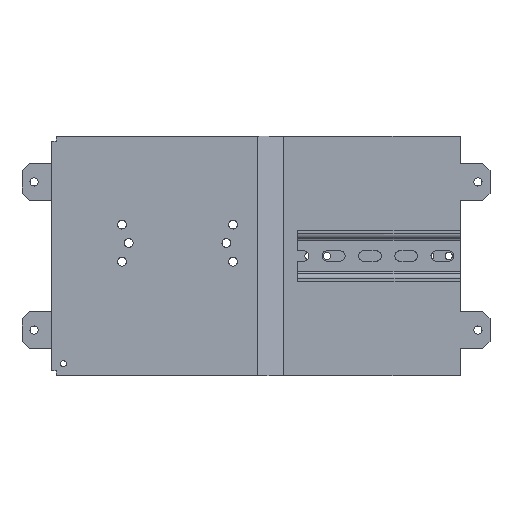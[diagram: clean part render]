
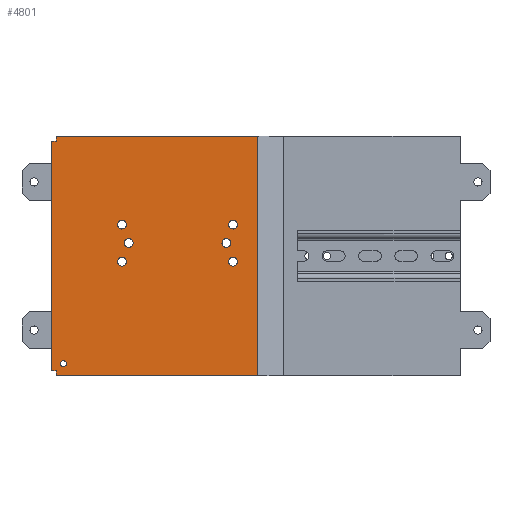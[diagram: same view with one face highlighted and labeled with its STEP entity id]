
A CAD part, top view. The second image highlights one B-rep face of the part: STEP entity #4801.
In plain terms, the highlighted planar face has unit normal (0, 0, 1).
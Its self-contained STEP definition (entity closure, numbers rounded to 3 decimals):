
#2682=CARTESIAN_POINT('',(828.749,273.905,2.));
#2683=DIRECTION('',(0.,0.,-1.));
#2684=DIRECTION('',(-1.,0.,0.));
#2685=AXIS2_PLACEMENT_3D('',#2682,#2683,#2684);
#2690=CARTESIAN_POINT('',(828.749,273.905,2.));
#2691=DIRECTION('',(0.,0.,-1.));
#2692=DIRECTION('',(1.,0.,0.));
#2693=AXIS2_PLACEMENT_3D('',#2690,#2691,#2692);
#2698=CARTESIAN_POINT('',(833.249,286.405,2.));
#2699=DIRECTION('',(0.,0.,-1.));
#2700=DIRECTION('',(-1.,0.,0.));
#2701=AXIS2_PLACEMENT_3D('',#2698,#2699,#2700);
#2706=CARTESIAN_POINT('',(833.249,286.405,2.));
#2707=DIRECTION('',(0.,0.,-1.));
#2708=DIRECTION('',(1.,0.,0.));
#2709=AXIS2_PLACEMENT_3D('',#2706,#2707,#2708);
#2714=CARTESIAN_POINT('',(833.249,261.405,2.));
#2715=DIRECTION('',(0.,0.,-1.));
#2716=DIRECTION('',(-1.,0.,0.));
#2717=AXIS2_PLACEMENT_3D('',#2714,#2715,#2716);
#2722=CARTESIAN_POINT('',(833.249,261.405,2.));
#2723=DIRECTION('',(0.,0.,-1.));
#2724=DIRECTION('',(1.,0.,0.));
#2725=AXIS2_PLACEMENT_3D('',#2722,#2723,#2724);
#2730=CARTESIAN_POINT('',(718.749,192.535,2.));
#2731=DIRECTION('',(0.,0.,-1.));
#2732=DIRECTION('',(-1.,0.,0.));
#2733=AXIS2_PLACEMENT_3D('',#2730,#2731,#2732);
#2738=CARTESIAN_POINT('',(718.749,192.535,2.));
#2739=DIRECTION('',(0.,0.,-1.));
#2740=DIRECTION('',(1.,0.,0.));
#2741=AXIS2_PLACEMENT_3D('',#2738,#2739,#2740);
#2746=CARTESIAN_POINT('',(762.749,273.905,2.));
#2747=DIRECTION('',(0.,0.,-1.));
#2748=DIRECTION('',(-1.,0.,0.));
#2749=AXIS2_PLACEMENT_3D('',#2746,#2747,#2748);
#2754=CARTESIAN_POINT('',(762.749,273.905,2.));
#2755=DIRECTION('',(0.,0.,-1.));
#2756=DIRECTION('',(1.,0.,0.));
#2757=AXIS2_PLACEMENT_3D('',#2754,#2755,#2756);
#2762=CARTESIAN_POINT('',(758.249,261.405,2.));
#2763=DIRECTION('',(0.,0.,-1.));
#2764=DIRECTION('',(-1.,0.,0.));
#2765=AXIS2_PLACEMENT_3D('',#2762,#2763,#2764);
#2770=CARTESIAN_POINT('',(758.249,261.405,2.));
#2771=DIRECTION('',(0.,0.,-1.));
#2772=DIRECTION('',(1.,0.,0.));
#2773=AXIS2_PLACEMENT_3D('',#2770,#2771,#2772);
#2778=CARTESIAN_POINT('',(758.249,286.405,2.));
#2779=DIRECTION('',(0.,0.,-1.));
#2780=DIRECTION('',(-1.,0.,0.));
#2781=AXIS2_PLACEMENT_3D('',#2778,#2779,#2780);
#2786=CARTESIAN_POINT('',(758.249,286.405,2.));
#2787=DIRECTION('',(0.,0.,-1.));
#2788=DIRECTION('',(1.,0.,0.));
#2789=AXIS2_PLACEMENT_3D('',#2786,#2787,#2788);
#2794=DIRECTION('',(1.,0.,0.));
#2795=VECTOR('',#2794,135.973);
#2796=CARTESIAN_POINT('',(713.949,184.535,2.));
#2797=LINE('',#2796,#2795);
#2801=DIRECTION('',(0.,-1.,0.));
#2802=VECTOR('',#2801,3.2);
#2803=CARTESIAN_POINT('',(713.949,187.735,2.));
#2804=LINE('',#2803,#2802);
#2808=DIRECTION('',(1.,0.,0.));
#2809=VECTOR('',#2808,3.2);
#2810=CARTESIAN_POINT('',(710.749,187.735,2.));
#2811=LINE('',#2810,#2809);
#2815=DIRECTION('',(0.,-1.,0.));
#2816=VECTOR('',#2815,155.);
#2817=CARTESIAN_POINT('',(710.749,342.735,2.));
#2818=LINE('',#2817,#2816);
#2822=DIRECTION('',(-1.,0.,0.));
#2823=VECTOR('',#2822,3.2);
#2824=CARTESIAN_POINT('',(713.949,342.735,2.));
#2825=LINE('',#2824,#2823);
#2829=DIRECTION('',(0.,-1.,0.));
#2830=VECTOR('',#2829,3.2);
#2831=CARTESIAN_POINT('',(713.949,345.935,2.));
#2832=LINE('',#2831,#2830);
#2836=DIRECTION('',(-1.,0.,0.));
#2837=VECTOR('',#2836,135.973);
#2838=CARTESIAN_POINT('',(849.922,345.935,2.));
#2839=LINE('',#2838,#2837);
#2843=DIRECTION('',(0.,1.,0.));
#2844=VECTOR('',#2843,161.4);
#2845=CARTESIAN_POINT('',(849.922,184.535,2.));
#2846=LINE('',#2845,#2844);
#4373=CARTESIAN_POINT('',(713.949,187.735,2.));
#4374=CARTESIAN_POINT('',(713.949,184.535,2.));
#4375=VERTEX_POINT('',#4373);
#4376=VERTEX_POINT('',#4374);
#4377=CARTESIAN_POINT('',(710.749,187.735,2.));
#4378=VERTEX_POINT('',#4377);
#4379=CARTESIAN_POINT('',(710.749,342.735,2.));
#4380=VERTEX_POINT('',#4379);
#4381=CARTESIAN_POINT('',(713.949,342.735,2.));
#4382=VERTEX_POINT('',#4381);
#4383=CARTESIAN_POINT('',(713.949,345.935,2.));
#4384=VERTEX_POINT('',#4383);
#4385=CARTESIAN_POINT('',(755.249,286.405,2.));
#4387=VERTEX_POINT('',#4385);
#4389=CARTESIAN_POINT('',(761.249,286.405,2.));
#4390=VERTEX_POINT('',#4389);
#4393=CARTESIAN_POINT('',(755.249,261.405,2.));
#4395=VERTEX_POINT('',#4393);
#4397=CARTESIAN_POINT('',(761.249,261.405,2.));
#4398=VERTEX_POINT('',#4397);
#4401=CARTESIAN_POINT('',(759.749,273.905,2.));
#4403=VERTEX_POINT('',#4401);
#4405=CARTESIAN_POINT('',(765.749,273.905,2.));
#4406=VERTEX_POINT('',#4405);
#4409=CARTESIAN_POINT('',(716.749,192.535,2.));
#4411=VERTEX_POINT('',#4409);
#4413=CARTESIAN_POINT('',(720.749,192.535,2.));
#4414=VERTEX_POINT('',#4413);
#4417=CARTESIAN_POINT('',(830.249,261.405,2.));
#4419=VERTEX_POINT('',#4417);
#4421=CARTESIAN_POINT('',(836.249,261.405,2.));
#4422=VERTEX_POINT('',#4421);
#4425=CARTESIAN_POINT('',(830.249,286.405,2.));
#4427=VERTEX_POINT('',#4425);
#4429=CARTESIAN_POINT('',(836.249,286.405,2.));
#4430=VERTEX_POINT('',#4429);
#4433=CARTESIAN_POINT('',(825.749,273.905,2.));
#4435=VERTEX_POINT('',#4433);
#4437=CARTESIAN_POINT('',(831.749,273.905,2.));
#4438=VERTEX_POINT('',#4437);
#4573=CARTESIAN_POINT('',(849.922,184.535,2.));
#4574=CARTESIAN_POINT('',(849.922,345.935,2.));
#4575=VERTEX_POINT('',#4573);
#4576=VERTEX_POINT('',#4574);
#4738=CARTESIAN_POINT('',(780.369,265.235,2.));
#4739=DIRECTION('',(0.,0.,1.));
#4740=DIRECTION('',(1.,0.,0.));
#4741=AXIS2_PLACEMENT_3D('',#4738,#4739,#4740);
#4742=PLANE('',#4741);
#4743=ORIENTED_EDGE('',*,*,#4704,.F.);
#4745=ORIENTED_EDGE('',*,*,#4744,.F.);
#4747=ORIENTED_EDGE('',*,*,#4746,.F.);
#4749=ORIENTED_EDGE('',*,*,#4748,.F.);
#4751=ORIENTED_EDGE('',*,*,#4750,.F.);
#4753=ORIENTED_EDGE('',*,*,#4752,.F.);
#4755=ORIENTED_EDGE('',*,*,#4754,.F.);
#4756=ORIENTED_EDGE('',*,*,#4721,.F.);
#4757=EDGE_LOOP('',(#4743,#4745,#4747,#4749,#4751,#4753,#4755,#4756));
#4758=FACE_OUTER_BOUND('',#4757,.F.);
#4760=ORIENTED_EDGE('',*,*,#4759,.F.);
#4762=ORIENTED_EDGE('',*,*,#4761,.F.);
#4763=EDGE_LOOP('',(#4760,#4762));
#4764=FACE_BOUND('',#4763,.F.);
#4766=ORIENTED_EDGE('',*,*,#4765,.F.);
#4768=ORIENTED_EDGE('',*,*,#4767,.F.);
#4769=EDGE_LOOP('',(#4766,#4768));
#4770=FACE_BOUND('',#4769,.F.);
#4772=ORIENTED_EDGE('',*,*,#4771,.F.);
#4774=ORIENTED_EDGE('',*,*,#4773,.F.);
#4775=EDGE_LOOP('',(#4772,#4774));
#4776=FACE_BOUND('',#4775,.F.);
#4778=ORIENTED_EDGE('',*,*,#4777,.F.);
#4780=ORIENTED_EDGE('',*,*,#4779,.F.);
#4781=EDGE_LOOP('',(#4778,#4780));
#4782=FACE_BOUND('',#4781,.F.);
#4784=ORIENTED_EDGE('',*,*,#4783,.F.);
#4786=ORIENTED_EDGE('',*,*,#4785,.F.);
#4787=EDGE_LOOP('',(#4784,#4786));
#4788=FACE_BOUND('',#4787,.F.);
#4790=ORIENTED_EDGE('',*,*,#4789,.F.);
#4792=ORIENTED_EDGE('',*,*,#4791,.F.);
#4793=EDGE_LOOP('',(#4790,#4792));
#4794=FACE_BOUND('',#4793,.F.);
#4796=ORIENTED_EDGE('',*,*,#4795,.F.);
#4798=ORIENTED_EDGE('',*,*,#4797,.F.);
#4799=EDGE_LOOP('',(#4796,#4798));
#4800=FACE_BOUND('',#4799,.F.);
#2686=CIRCLE('',#2685,3.);
#2694=CIRCLE('',#2693,3.);
#2702=CIRCLE('',#2701,3.);
#2710=CIRCLE('',#2709,3.);
#2718=CIRCLE('',#2717,3.);
#2726=CIRCLE('',#2725,3.);
#2734=CIRCLE('',#2733,2.);
#2742=CIRCLE('',#2741,2.);
#2750=CIRCLE('',#2749,3.);
#2758=CIRCLE('',#2757,3.);
#2766=CIRCLE('',#2765,3.);
#2774=CIRCLE('',#2773,3.);
#2782=CIRCLE('',#2781,3.);
#2790=CIRCLE('',#2789,3.);
#4704=EDGE_CURVE('',#4376,#4575,#2797,.T.);
#4721=EDGE_CURVE('',#4575,#4576,#2846,.T.);
#4744=EDGE_CURVE('',#4375,#4376,#2804,.T.);
#4746=EDGE_CURVE('',#4378,#4375,#2811,.T.);
#4748=EDGE_CURVE('',#4380,#4378,#2818,.T.);
#4750=EDGE_CURVE('',#4382,#4380,#2825,.T.);
#4752=EDGE_CURVE('',#4384,#4382,#2832,.T.);
#4754=EDGE_CURVE('',#4576,#4384,#2839,.T.);
#4759=EDGE_CURVE('',#4427,#4430,#2702,.T.);
#4761=EDGE_CURVE('',#4430,#4427,#2710,.T.);
#4765=EDGE_CURVE('',#4419,#4422,#2718,.T.);
#4767=EDGE_CURVE('',#4422,#4419,#2726,.T.);
#4771=EDGE_CURVE('',#4411,#4414,#2734,.T.);
#4773=EDGE_CURVE('',#4414,#4411,#2742,.T.);
#4777=EDGE_CURVE('',#4403,#4406,#2750,.T.);
#4779=EDGE_CURVE('',#4406,#4403,#2758,.T.);
#4783=EDGE_CURVE('',#4395,#4398,#2766,.T.);
#4785=EDGE_CURVE('',#4398,#4395,#2774,.T.);
#4789=EDGE_CURVE('',#4387,#4390,#2782,.T.);
#4791=EDGE_CURVE('',#4390,#4387,#2790,.T.);
#4795=EDGE_CURVE('',#4435,#4438,#2686,.T.);
#4797=EDGE_CURVE('',#4438,#4435,#2694,.T.);
#4801=ADVANCED_FACE('',(#4758,#4764,#4770,#4776,#4782,#4788,#4794,#4800),#4742,
.T.);
